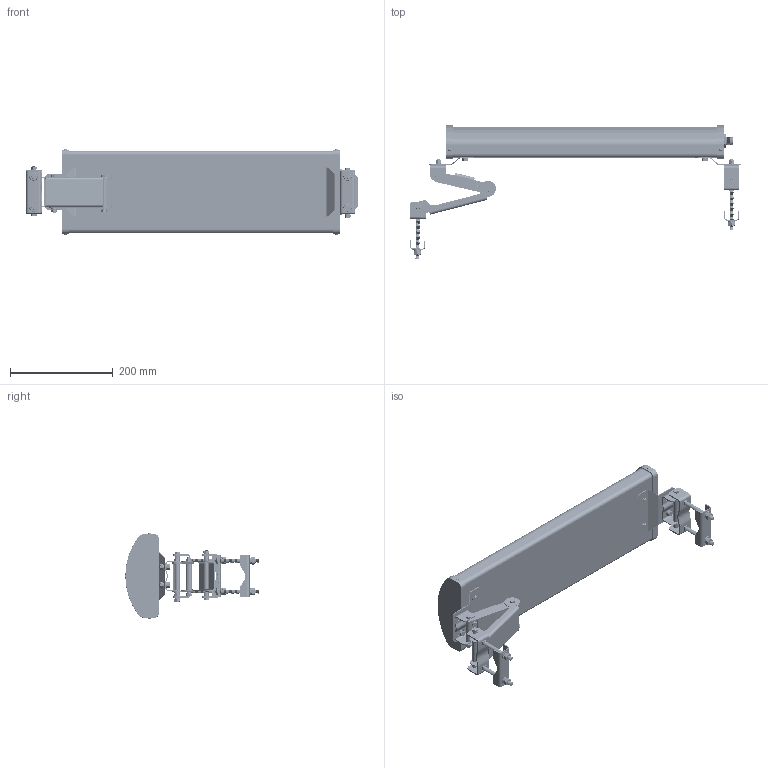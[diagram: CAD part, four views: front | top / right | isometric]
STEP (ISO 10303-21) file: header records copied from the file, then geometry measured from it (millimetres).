
FILE_DESCRIPTION (( 'STEP AP214' ), '1' );
FILE_NAME ('HG2458-14P-090.step', '2017-10-12T13:28:39', ( '' ), ( '' ), 'SwSTEP 2.0', 'SolidWorks 2014', '' );
FILE_SCHEMA (( 'AUTOMOTIVE_DESIGN' ));
Length unit declared in the file: inch
Products named in the file (7): HG2458-14P-090_Bracket-4; HG2458-14P-090_Bracket-3; HG2458-14P-090_Bracket-2; HG2458-14P-090_Bracket-1; HG2458-14P-090_Bracket; HG2458-14P-090_ANTENNA; HG2458-14P-090
Assembly tree (9 placements, depth 2):
  HG2458-14P-090
    HG2458-14P-090_ANTENNA
    HG2458-14P-090_Bracket  x2
    HG2458-14P-090_Bracket-1
    HG2458-14P-090_Bracket-2
    HG2458-14P-090_Bracket-3  x2
    HG2458-14P-090_Bracket-4  x2
Bounding box: 644.68 x 259.2 x 167.07 mm (x, y, z)
Volume: 4528065.3 mm3; surface area: 404092.2 mm2
Topology: 11 solids, 11 shells, 3281 faces, 7247 edges, 4122 vertices
Faces by surface type: cone 2064, plane 787, cylinder 264, torus 130, bspline 36
Full cylindrical faces by diameter (mm): 1.8 x2, 2.54 x1, 2.98 x2, 5.969 x16, 6.35 x4, 6.528 x8, 7 x8, 8.382 x6, 8.458 x4, 8.534 x1, 9.906 x11, 10.058 x1, 11.913 x8, 12 x4, 12.004 x4, 12.04 x1, 13.5 x2, 13.691 x4, 15.951 x4, 29.441 x1
Entity records: 73965 total; most frequent: CARTESIAN_POINT 14003, DIRECTION 9274, ORIENTED_EDGE 6814, AXIS2_PLACEMENT_3D 4026, EDGE_LOOP 3758, EDGE_CURVE 3407, VERTEX_POINT 2743, FACE_OUTER_BOUND 2285
